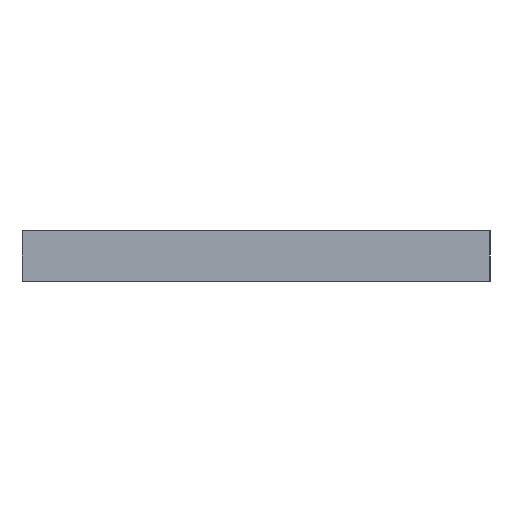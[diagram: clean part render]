
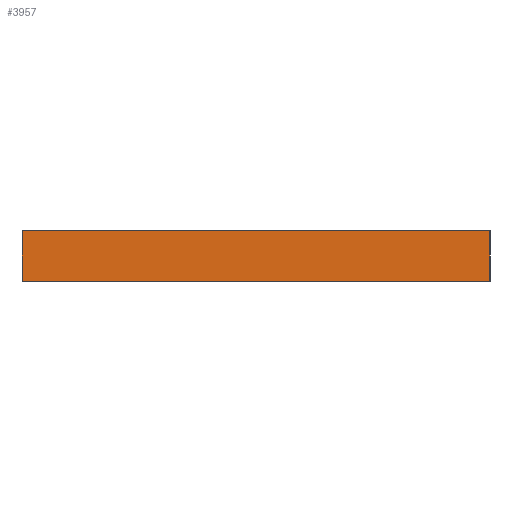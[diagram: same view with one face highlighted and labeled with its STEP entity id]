
A CAD part, left-side view. The second image highlights one B-rep face of the part: STEP entity #3957.
In plain terms, the highlighted planar face has unit normal (-1, 0, 0).
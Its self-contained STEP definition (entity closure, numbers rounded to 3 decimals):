
#24 = VERTEX_POINT('',#25);
#25 = CARTESIAN_POINT('',(-45.,20.5,6.9));
#32 = PLANE('',#33);
#33 = AXIS2_PLACEMENT_3D('',#34,#35,#36);
#34 = CARTESIAN_POINT('',(-45.,20.5,0.));
#35 = DIRECTION('',(0.,1.,0.));
#36 = DIRECTION('',(1.,0.,0.));
#43 = PLANE('',#44);
#44 = AXIS2_PLACEMENT_3D('',#45,#46,#47);
#45 = CARTESIAN_POINT('',(45.,-50.,6.9));
#46 = DIRECTION('',(0.,0.,-1.));
#47 = DIRECTION('',(0.,1.,0.));
#54 = EDGE_CURVE('',#24,#55,#57,.T.);
#55 = VERTEX_POINT('',#56);
#56 = CARTESIAN_POINT('',(-45.,20.5,11.3));
#57 = SURFACE_CURVE('',#58,(#62,#69),.PCURVE_S1.);
#58 = LINE('',#59,#60);
#59 = CARTESIAN_POINT('',(-45.,20.5,0.));
#60 = VECTOR('',#61,1.);
#61 = DIRECTION('',(0.,0.,1.));
#62 = PCURVE('',#32,#63);
#63 = DEFINITIONAL_REPRESENTATION('',(#64),#68);
#64 = LINE('',#65,#66);
#65 = CARTESIAN_POINT('',(0.,0.));
#66 = VECTOR('',#67,1.);
#67 = DIRECTION('',(0.,-1.));
#68 = ( GEOMETRIC_REPRESENTATION_CONTEXT(2) 
PARAMETRIC_REPRESENTATION_CONTEXT() REPRESENTATION_CONTEXT('2D SPACE',''
  ) );
#69 = PCURVE('',#70,#75);
#70 = PLANE('',#71);
#71 = AXIS2_PLACEMENT_3D('',#72,#73,#74);
#72 = CARTESIAN_POINT('',(-45.,-20.5,0.));
#73 = DIRECTION('',(-1.,0.,0.));
#74 = DIRECTION('',(0.,1.,0.));
#75 = DEFINITIONAL_REPRESENTATION('',(#76),#80);
#76 = LINE('',#77,#78);
#77 = CARTESIAN_POINT('',(41.,0.));
#78 = VECTOR('',#79,1.);
#79 = DIRECTION('',(0.,-1.));
#80 = ( GEOMETRIC_REPRESENTATION_CONTEXT(2) 
PARAMETRIC_REPRESENTATION_CONTEXT() REPRESENTATION_CONTEXT('2D SPACE',''
  ) );
#98 = PLANE('',#99);
#99 = AXIS2_PLACEMENT_3D('',#100,#101,#102);
#100 = CARTESIAN_POINT('',(-45.,20.5,11.3));
#101 = DIRECTION('',(0.,0.,1.));
#102 = DIRECTION('',(1.,0.,0.));
#163 = VERTEX_POINT('',#164);
#164 = CARTESIAN_POINT('',(-45.,-20.5,6.9));
#177 = PLANE('',#178);
#178 = AXIS2_PLACEMENT_3D('',#179,#180,#181);
#179 = CARTESIAN_POINT('',(45.,-20.5,0.));
#180 = DIRECTION('',(0.,-1.,0.));
#181 = DIRECTION('',(-1.,0.,0.));
#188 = EDGE_CURVE('',#24,#163,#189,.T.);
#189 = SURFACE_CURVE('',#190,(#194,#200),.PCURVE_S1.);
#190 = LINE('',#191,#192);
#191 = CARTESIAN_POINT('',(-45.,-35.25,6.9));
#192 = VECTOR('',#193,1.);
#193 = DIRECTION('',(0.,-1.,0.));
#194 = PCURVE('',#43,#195);
#195 = DEFINITIONAL_REPRESENTATION('',(#196),#199);
#196 = B_SPLINE_CURVE_WITH_KNOTS('',1,(#197,#198),.UNSPECIFIED.,.F.,.F.,
  (2,2),(-59.85,-10.65),.PIECEWISE_BEZIER_KNOTS.);
#197 = CARTESIAN_POINT('',(74.6,-90.));
#198 = CARTESIAN_POINT('',(25.4,-90.));
#199 = ( GEOMETRIC_REPRESENTATION_CONTEXT(2) 
PARAMETRIC_REPRESENTATION_CONTEXT() REPRESENTATION_CONTEXT('2D SPACE',''
  ) );
#200 = PCURVE('',#70,#201);
#201 = DEFINITIONAL_REPRESENTATION('',(#202),#205);
#202 = B_SPLINE_CURVE_WITH_KNOTS('',1,(#203,#204),.UNSPECIFIED.,.F.,.F.,
  (2,2),(-59.85,-10.65),.PIECEWISE_BEZIER_KNOTS.);
#203 = CARTESIAN_POINT('',(45.1,-6.9));
#204 = CARTESIAN_POINT('',(-4.1,-6.9));
#205 = ( GEOMETRIC_REPRESENTATION_CONTEXT(2) 
PARAMETRIC_REPRESENTATION_CONTEXT() REPRESENTATION_CONTEXT('2D SPACE',''
  ) );
#2325 = EDGE_CURVE('',#2326,#55,#2328,.T.);
#2326 = VERTEX_POINT('',#2327);
#2327 = CARTESIAN_POINT('',(-45.,-20.5,11.3));
#2328 = SURFACE_CURVE('',#2329,(#2333,#2340),.PCURVE_S1.);
#2329 = LINE('',#2330,#2331);
#2330 = CARTESIAN_POINT('',(-45.,-20.5,11.3));
#2331 = VECTOR('',#2332,1.);
#2332 = DIRECTION('',(0.,1.,0.));
#2333 = PCURVE('',#98,#2334);
#2334 = DEFINITIONAL_REPRESENTATION('',(#2335),#2339);
#2335 = LINE('',#2336,#2337);
#2336 = CARTESIAN_POINT('',(0.,-41.));
#2337 = VECTOR('',#2338,1.);
#2338 = DIRECTION('',(0.,1.));
#2339 = ( GEOMETRIC_REPRESENTATION_CONTEXT(2) 
PARAMETRIC_REPRESENTATION_CONTEXT() REPRESENTATION_CONTEXT('2D SPACE',''
  ) );
#2340 = PCURVE('',#70,#2341);
#2341 = DEFINITIONAL_REPRESENTATION('',(#2342),#2346);
#2342 = LINE('',#2343,#2344);
#2343 = CARTESIAN_POINT('',(0.,-11.3));
#2344 = VECTOR('',#2345,1.);
#2345 = DIRECTION('',(1.,0.));
#2346 = ( GEOMETRIC_REPRESENTATION_CONTEXT(2) 
PARAMETRIC_REPRESENTATION_CONTEXT() REPRESENTATION_CONTEXT('2D SPACE',''
  ) );
#3957 = ADVANCED_FACE('',(#3958),#70,.T.);
#3958 = FACE_BOUND('',#3959,.T.);
#3959 = EDGE_LOOP('',(#3960,#3961,#3982,#3983));
#3960 = ORIENTED_EDGE('',*,*,#188,.T.);
#3961 = ORIENTED_EDGE('',*,*,#3962,.T.);
#3962 = EDGE_CURVE('',#163,#2326,#3963,.T.);
#3963 = SURFACE_CURVE('',#3964,(#3968,#3975),.PCURVE_S1.);
#3964 = LINE('',#3965,#3966);
#3965 = CARTESIAN_POINT('',(-45.,-20.5,0.));
#3966 = VECTOR('',#3967,1.);
#3967 = DIRECTION('',(0.,0.,1.));
#3968 = PCURVE('',#70,#3969);
#3969 = DEFINITIONAL_REPRESENTATION('',(#3970),#3974);
#3970 = LINE('',#3971,#3972);
#3971 = CARTESIAN_POINT('',(0.,0.));
#3972 = VECTOR('',#3973,1.);
#3973 = DIRECTION('',(0.,-1.));
#3974 = ( GEOMETRIC_REPRESENTATION_CONTEXT(2) 
PARAMETRIC_REPRESENTATION_CONTEXT() REPRESENTATION_CONTEXT('2D SPACE',''
  ) );
#3975 = PCURVE('',#177,#3976);
#3976 = DEFINITIONAL_REPRESENTATION('',(#3977),#3981);
#3977 = LINE('',#3978,#3979);
#3978 = CARTESIAN_POINT('',(90.,0.));
#3979 = VECTOR('',#3980,1.);
#3980 = DIRECTION('',(0.,-1.));
#3981 = ( GEOMETRIC_REPRESENTATION_CONTEXT(2) 
PARAMETRIC_REPRESENTATION_CONTEXT() REPRESENTATION_CONTEXT('2D SPACE',''
  ) );
#3982 = ORIENTED_EDGE('',*,*,#2325,.T.);
#3983 = ORIENTED_EDGE('',*,*,#54,.F.);
